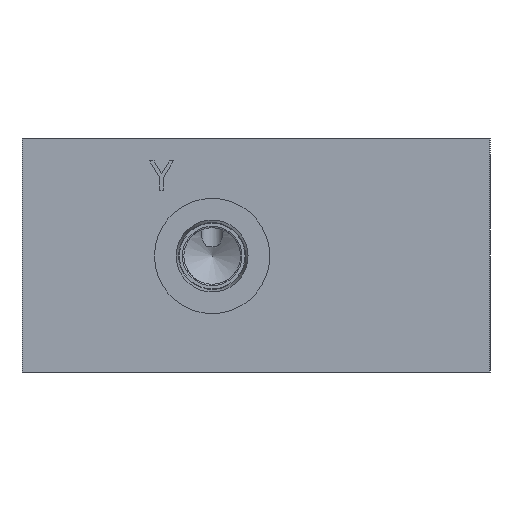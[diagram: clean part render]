
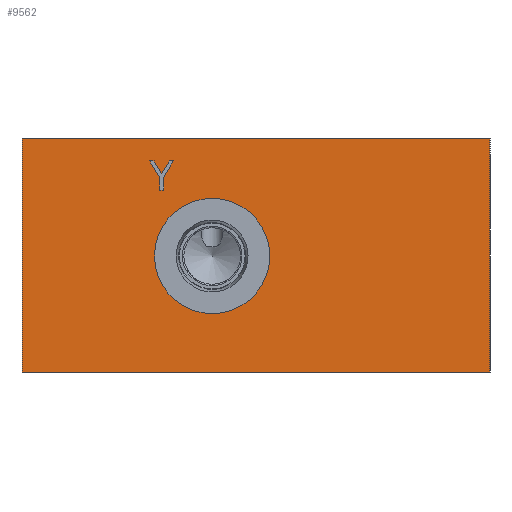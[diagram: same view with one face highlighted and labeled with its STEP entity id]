
A CAD part, left-side view. The second image highlights one B-rep face of the part: STEP entity #9562.
In plain terms, the highlighted planar face has unit normal (-1, 0, 0).
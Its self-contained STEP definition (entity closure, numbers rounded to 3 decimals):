
#106=FACE_BOUND('',#1937,.T.);
#107=FACE_BOUND('',#1938,.T.);
#536=PLANE('',#10081);
#1402=FACE_OUTER_BOUND('',#1936,.T.);
#1936=EDGE_LOOP('',(#8973,#8974,#8975,#8976));
#1937=EDGE_LOOP('',(#8977,#8978,#8979,#8980,#8981,#8982,#8983,#8984,#8985));
#1938=EDGE_LOOP('',(#8986,#8987));
#2328=CIRCLE('',#9968,12.51);
#2329=CIRCLE('',#9969,12.51);
#2705=LINE('',#14433,#3593);
#3161=LINE('',#15744,#4049);
#3200=LINE('',#15829,#4088);
#3204=LINE('',#15837,#4092);
#3207=LINE('',#15843,#4095);
#3210=LINE('',#15849,#4098);
#3213=LINE('',#15855,#4101);
#3216=LINE('',#15861,#4104);
#3219=LINE('',#15867,#4107);
#3222=LINE('',#15873,#4110);
#3225=LINE('',#15878,#4113);
#3286=LINE('',#16741,#4174);
#3287=LINE('',#16742,#4175);
#3593=VECTOR('',#10546,10.);
#4049=VECTOR('',#11334,10.);
#4088=VECTOR('',#11407,10.);
#4092=VECTOR('',#11413,10.);
#4095=VECTOR('',#11418,10.);
#4098=VECTOR('',#11423,10.);
#4101=VECTOR('',#11428,10.);
#4104=VECTOR('',#11433,10.);
#4107=VECTOR('',#11438,10.);
#4110=VECTOR('',#11443,10.);
#4113=VECTOR('',#11448,10.);
#4174=VECTOR('',#11973,10.);
#4175=VECTOR('',#11974,10.);
#4523=VERTEX_POINT('',#14426);
#4526=VERTEX_POINT('',#14431);
#4862=VERTEX_POINT('',#15741);
#4863=VERTEX_POINT('',#15743);
#4891=VERTEX_POINT('',#15827);
#4892=VERTEX_POINT('',#15828);
#4895=VERTEX_POINT('',#15836);
#4897=VERTEX_POINT('',#15842);
#4899=VERTEX_POINT('',#15848);
#4901=VERTEX_POINT('',#15854);
#4903=VERTEX_POINT('',#15860);
#4905=VERTEX_POINT('',#15866);
#4907=VERTEX_POINT('',#15872);
#4998=VERTEX_POINT('',#16517);
#4999=VERTEX_POINT('',#16518);
#5597=EDGE_CURVE('',#4523,#4526,#2705,.T.);
#6099=EDGE_CURVE('',#4862,#4863,#3161,.T.);
#6140=EDGE_CURVE('',#4891,#4892,#3200,.T.);
#6144=EDGE_CURVE('',#4895,#4891,#3204,.T.);
#6147=EDGE_CURVE('',#4897,#4895,#3207,.T.);
#6150=EDGE_CURVE('',#4899,#4897,#3210,.T.);
#6153=EDGE_CURVE('',#4901,#4899,#3213,.T.);
#6156=EDGE_CURVE('',#4903,#4901,#3216,.T.);
#6159=EDGE_CURVE('',#4905,#4903,#3219,.T.);
#6162=EDGE_CURVE('',#4907,#4905,#3222,.T.);
#6165=EDGE_CURVE('',#4892,#4907,#3225,.T.);
#6296=EDGE_CURVE('',#4998,#4999,#2328,.T.);
#6297=EDGE_CURVE('',#4999,#4998,#2329,.T.);
#6400=EDGE_CURVE('',#4862,#4523,#3286,.T.);
#6401=EDGE_CURVE('',#4863,#4526,#3287,.T.);
#8973=ORIENTED_EDGE('',*,*,#6400,.T.);
#8974=ORIENTED_EDGE('',*,*,#5597,.T.);
#8975=ORIENTED_EDGE('',*,*,#6401,.F.);
#8976=ORIENTED_EDGE('',*,*,#6099,.F.);
#8977=ORIENTED_EDGE('',*,*,#6140,.T.);
#8978=ORIENTED_EDGE('',*,*,#6165,.T.);
#8979=ORIENTED_EDGE('',*,*,#6162,.T.);
#8980=ORIENTED_EDGE('',*,*,#6159,.T.);
#8981=ORIENTED_EDGE('',*,*,#6156,.T.);
#8982=ORIENTED_EDGE('',*,*,#6153,.T.);
#8983=ORIENTED_EDGE('',*,*,#6150,.T.);
#8984=ORIENTED_EDGE('',*,*,#6147,.T.);
#8985=ORIENTED_EDGE('',*,*,#6144,.T.);
#8986=ORIENTED_EDGE('',*,*,#6296,.T.);
#8987=ORIENTED_EDGE('',*,*,#6297,.T.);
#9562=ADVANCED_FACE('',(#1402,#106,#107),#536,.T.);
#9968=AXIS2_PLACEMENT_3D('',#16519,#11715,#11716);
#9969=AXIS2_PLACEMENT_3D('',#16520,#11717,#11718);
#10081=AXIS2_PLACEMENT_3D('',#16740,#11971,#11972);
#10546=DIRECTION('',(0.,0.,1.));
#11334=DIRECTION('',(0.,0.,1.));
#11407=DIRECTION('',(0.,-1.,0.));
#11413=DIRECTION('',(0.,-0.512,0.859));
#11418=DIRECTION('',(0.,-0.505,-0.863));
#11423=DIRECTION('',(0.,-1.,0.));
#11428=DIRECTION('',(0.,0.509,0.861));
#11433=DIRECTION('',(0.,0.,1.));
#11438=DIRECTION('',(0.,1.,0.));
#11443=DIRECTION('',(0.,0.,-1.));
#11448=DIRECTION('',(0.,0.518,-0.855));
#11715=DIRECTION('center_axis',(1.,0.,0.));
#11716=DIRECTION('ref_axis',(0.,0.,1.));
#11717=DIRECTION('center_axis',(1.,0.,0.));
#11718=DIRECTION('ref_axis',(0.,0.,1.));
#11971=DIRECTION('center_axis',(-1.,0.,0.));
#11972=DIRECTION('ref_axis',(0.,-1.,0.));
#11973=DIRECTION('',(0.,-1.,0.));
#11974=DIRECTION('',(0.,-1.,0.));
#14426=CARTESIAN_POINT('',(0.,0.,0.));
#14431=CARTESIAN_POINT('',(0.,0.,50.8));
#14433=CARTESIAN_POINT('',(0.,0.,0.));
#15741=CARTESIAN_POINT('',(0.,101.6,0.));
#15743=CARTESIAN_POINT('',(0.,101.6,50.8));
#15744=CARTESIAN_POINT('',(0.,101.6,0.));
#15827=CARTESIAN_POINT('',(0.,69.625,46.037));
#15828=CARTESIAN_POINT('',(0.,68.729,46.037));
#15829=CARTESIAN_POINT('',(0.,85.612,46.037));
#15836=CARTESIAN_POINT('',(0.,71.292,43.243));
#15837=CARTESIAN_POINT('',(0.,84.785,20.63));
#15842=CARTESIAN_POINT('',(0.,72.929,46.037));
#15843=CARTESIAN_POINT('',(0.,66.552,35.149));
#15848=CARTESIAN_POINT('',(0.,73.865,46.037));
#15849=CARTESIAN_POINT('',(0.,87.733,46.037));
#15854=CARTESIAN_POINT('',(0.,71.719,42.41));
#15855=CARTESIAN_POINT('',(0.,66.3,33.247));
#15860=CARTESIAN_POINT('',(0.,71.719,39.688));
#15861=CARTESIAN_POINT('',(0.,71.719,19.844));
#15866=CARTESIAN_POINT('',(0.,70.875,39.688));
#15867=CARTESIAN_POINT('',(0.,86.238,39.688));
#15872=CARTESIAN_POINT('',(0.,70.875,42.497));
#15873=CARTESIAN_POINT('',(0.,70.875,21.249));
#15878=CARTESIAN_POINT('',(0.,83.348,21.918));
#16517=CARTESIAN_POINT('',(0.,60.325,37.91));
#16518=CARTESIAN_POINT('',(0.,60.325,12.891));
#16519=CARTESIAN_POINT('Origin',(0.,60.325,25.4));
#16520=CARTESIAN_POINT('Origin',(0.,60.325,25.4));
#16740=CARTESIAN_POINT('Origin',(0.,101.6,0.));
#16741=CARTESIAN_POINT('',(0.,101.6,0.));
#16742=CARTESIAN_POINT('',(0.,101.6,50.8));
